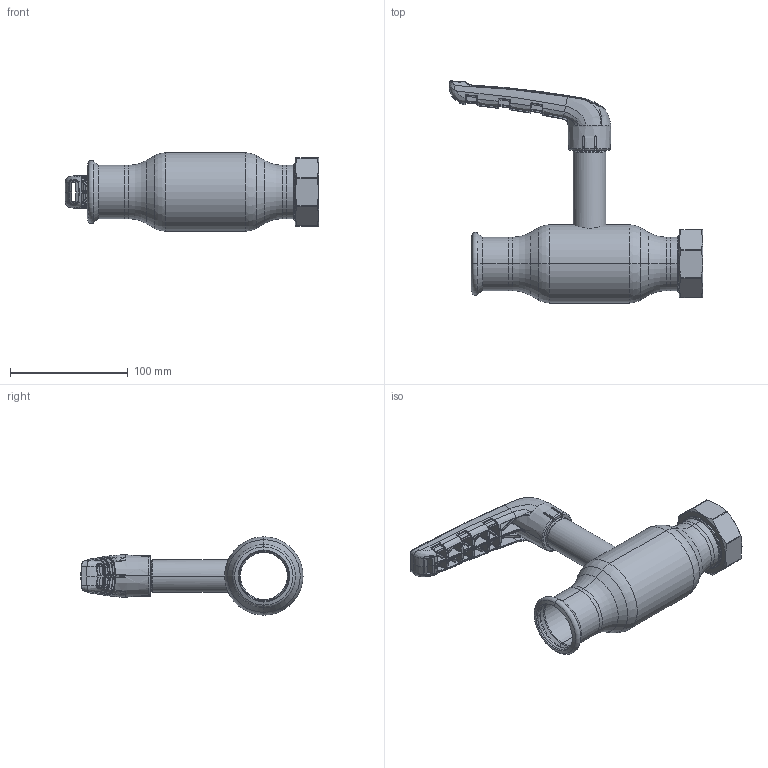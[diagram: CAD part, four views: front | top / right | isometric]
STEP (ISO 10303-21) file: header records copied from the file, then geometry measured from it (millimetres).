
FILE_DESCRIPTION (( 'STEP AP214' ), '1' );
FILE_NAME ('XPR21401 DN40 G1 34 x 42.step', '2018-09-27T09:28:44', ( '' ), ( '' ), 'SwSTEP 2.0', 'SolidWorks 2017', '' );
FILE_SCHEMA (( 'AUTOMOTIVE_DESIGN' ));
Length unit declared in the file: millimetre
Products named in the file (1): XPR21401 DN40 G1 34 x 42
Bounding box: 215.75 x 188.99 x 66.68 mm (x, y, z)
Surface area: 84585.9 mm2 (no closed solid volume)
Topology: 0 solids, 10 shells, 779 faces, 2717 edges, 1796 vertices
Faces by surface type: bspline 611, plane 49, cylinder 46, cone 38, torus 27, sphere 8
Entity records: 59581 total; most frequent: CARTESIAN_POINT 34111, ORIENTED_EDGE 4161, EDGE_CURVE 2697, B_SPLINE_CURVE_WITH_KNOTS 1868, DIRECTION 1801, VERTEX_POINT 1794, AXIS2_PLACEMENT_3D 808, EDGE_LOOP 792
